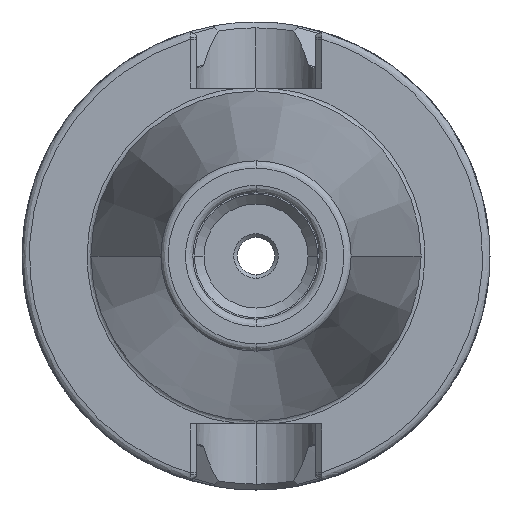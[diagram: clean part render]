
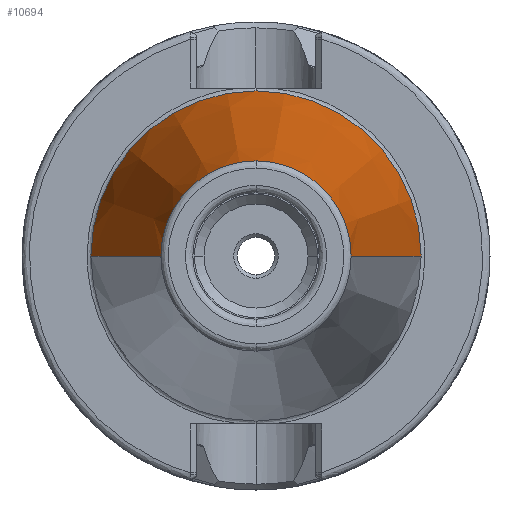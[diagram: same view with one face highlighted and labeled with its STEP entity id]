
A CAD part, left-side view. The second image highlights one B-rep face of the part: STEP entity #10694.
In plain terms, the highlighted conical face has half-angle 8.297 degrees and reference radius 22.225 mm.
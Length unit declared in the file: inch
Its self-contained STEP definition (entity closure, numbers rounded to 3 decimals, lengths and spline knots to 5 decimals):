
#65 = VERTEX_POINT ( 'NONE', #1585 ) ;
#88 = ORIENTED_EDGE ( 'NONE', *, *, #6137, .F. ) ;
#94 = EDGE_CURVE ( 'NONE', #65, #10426, #11226, .T. ) ;
#577 = CARTESIAN_POINT ( 'NONE',  ( 0., 0., 0. ) ) ;
#897 = VECTOR ( 'NONE', #5624, 39.37008 ) ;
#953 = CARTESIAN_POINT ( 'NONE',  ( 0., -0.875, 0. ) ) ;
#1108 = CARTESIAN_POINT ( 'NONE',  ( 0., 0.875, 0. ) ) ;
#1585 = CARTESIAN_POINT ( 'NONE',  ( -2.54111, 0.50442, 0. ) ) ;
#2075 = VERTEX_POINT ( 'NONE', #953 ) ;
#2302 = DIRECTION ( 'NONE',  ( 0.99, -0.144, 0. ) ) ;
#2352 = AXIS2_PLACEMENT_3D ( 'NONE', #3518, #7890, #10786 ) ;
#2478 = EDGE_CURVE ( 'NONE', #9441, #2075, #10919, .T. ) ;
#2616 = CARTESIAN_POINT ( 'NONE',  ( 0., 0.875, 0. ) ) ;
#2760 = EDGE_LOOP ( 'NONE', ( #11006, #12562, #3834, #10439, #88 ) ) ;
#3518 = CARTESIAN_POINT ( 'NONE',  ( 0., 0., 0. ) ) ;
#3696 = EDGE_CURVE ( 'NONE', #10426, #9441, #13321, .T. ) ;
#3789 = EDGE_CURVE ( 'NONE', #2075, #11245, #12622, .T. ) ;
#3834 = ORIENTED_EDGE ( 'NONE', *, *, #2478, .T. ) ;
#4179 = FACE_OUTER_BOUND ( 'NONE', #2760, .T. ) ;
#5624 = DIRECTION ( 'NONE',  ( 0.99, 0.144, 0. ) ) ;
#5964 = DIRECTION ( 'NONE',  ( 1., 0., 0. ) ) ;
#6034 = CARTESIAN_POINT ( 'NONE',  ( -2.54111, 0., 0. ) ) ;
#6071 = VECTOR ( 'NONE', #2302, 39.37008 ) ;
#6137 = EDGE_CURVE ( 'NONE', #65, #11245, #8859, .T. ) ;
#6252 = DIRECTION ( 'NONE',  ( -1., 0., 0. ) ) ;
#6414 = AXIS2_PLACEMENT_3D ( 'NONE', #10932, #7690, #8702 ) ;
#6747 = CARTESIAN_POINT ( 'NONE',  ( 0., -0.875, 0. ) ) ;
#7690 = DIRECTION ( 'NONE',  ( 1., 0., 0. ) ) ;
#7890 = DIRECTION ( 'NONE',  ( 1., 0., 0. ) ) ;
#8075 = CONICAL_SURFACE ( 'NONE', #2352, 0.875, 0.145 ) ;
#8258 = DIRECTION ( 'NONE',  ( 0., 1., 0. ) ) ;
#8702 = DIRECTION ( 'NONE',  ( 0., 1., 0. ) ) ;
#8859 = LINE ( 'NONE', #1108, #897 ) ;
#9347 = DIRECTION ( 'NONE',  ( 0., 1., 0. ) ) ;
#9403 = AXIS2_PLACEMENT_3D ( 'NONE', #577, #6252, #9347 ) ;
#9441 = VERTEX_POINT ( 'NONE', #12822 ) ;
#10101 = CARTESIAN_POINT ( 'NONE',  ( -2.54111, 0., 0.50442 ) ) ;
#10426 = VERTEX_POINT ( 'NONE', #10101 ) ;
#10439 = ORIENTED_EDGE ( 'NONE', *, *, #3789, .T. ) ;
#10694 = ADVANCED_FACE ( 'NONE', ( #4179 ), #8075, .T. ) ;
#10786 = DIRECTION ( 'NONE',  ( 0., 1., 0. ) ) ;
#10919 = LINE ( 'NONE', #6747, #6071 ) ;
#10932 = CARTESIAN_POINT ( 'NONE',  ( -2.54111, 0., 0. ) ) ;
#11006 = ORIENTED_EDGE ( 'NONE', *, *, #94, .T. ) ;
#11226 = CIRCLE ( 'NONE', #12613, 0.50442 ) ;
#11245 = VERTEX_POINT ( 'NONE', #2616 ) ;
#12562 = ORIENTED_EDGE ( 'NONE', *, *, #3696, .T. ) ;
#12613 = AXIS2_PLACEMENT_3D ( 'NONE', #6034, #5964, #8258 ) ;
#12622 = CIRCLE ( 'NONE', #9403, 0.875 ) ;
#12822 = CARTESIAN_POINT ( 'NONE',  ( -2.54111, -0.50442, 0. ) ) ;
#13321 = CIRCLE ( 'NONE', #6414, 0.50442 ) ;
